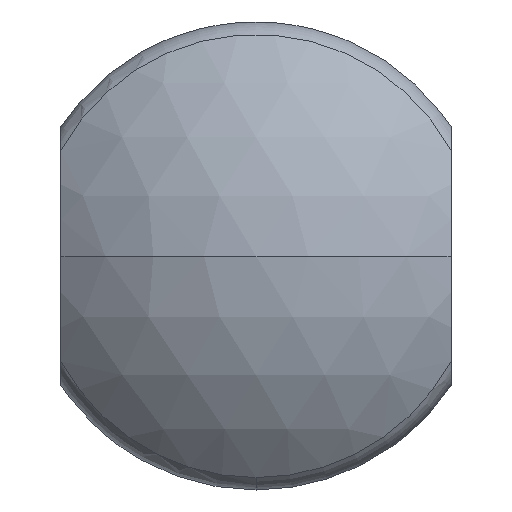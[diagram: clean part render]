
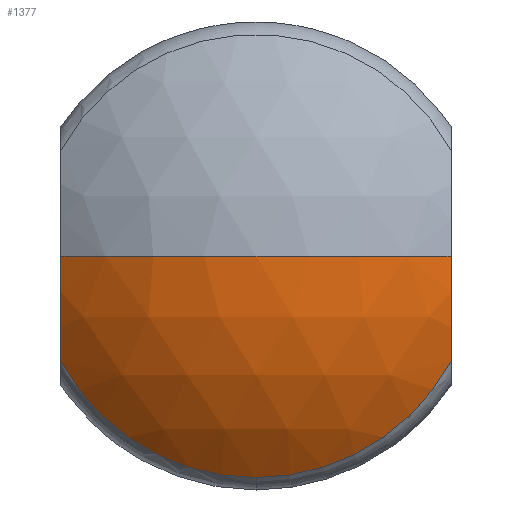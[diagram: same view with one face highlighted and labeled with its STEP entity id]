
A CAD part, front view. The second image highlights one B-rep face of the part: STEP entity #1377.
In plain terms, the highlighted spherical face has radius 25 mm.
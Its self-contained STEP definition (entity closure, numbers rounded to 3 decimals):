
#37 = CARTESIAN_POINT ( 'NONE',  ( 15., -103.288, -8.096 ) ) ;
#337 = DIRECTION ( 'NONE',  ( 1., 0., 0. ) ) ;
#361 = EDGE_CURVE ( 'NONE', #1389, #2753, #3728, .T. ) ;
#371 = CARTESIAN_POINT ( 'NONE',  ( 0., -110., 0. ) ) ;
#428 = DIRECTION ( 'NONE',  ( -1., 0., 0. ) ) ;
#536 = AXIS2_PLACEMENT_3D ( 'NONE', #1312, #428, #3484 ) ;
#675 = AXIS2_PLACEMENT_3D ( 'NONE', #960, #683, #337 ) ;
#683 = DIRECTION ( 'NONE',  ( 0., 0., 1. ) ) ;
#749 = EDGE_LOOP ( 'NONE', ( #1286, #985, #1923, #3950, #3202, #2521 ) ) ;
#756 = CARTESIAN_POINT ( 'NONE',  ( -15., -103.288, -8.096 ) ) ;
#780 = CARTESIAN_POINT ( 'NONE',  ( 0., -85., 0. ) ) ;
#787 = DIRECTION ( 'NONE',  ( 0., -1., 0. ) ) ;
#915 = VERTEX_POINT ( 'NONE', #756 ) ;
#960 = CARTESIAN_POINT ( 'NONE',  ( 0., -85., 0. ) ) ;
#985 = ORIENTED_EDGE ( 'NONE', *, *, #361, .T. ) ;
#992 = AXIS2_PLACEMENT_3D ( 'NONE', #780, #2881, #1340 ) ;
#1048 = DIRECTION ( 'NONE',  ( 0., 0., -1. ) ) ;
#1114 = EDGE_CURVE ( 'Defeature ausgef�hrt2_1+Defeature ausgef�hrt2_4+Defeature ausgef�hrt2_6+Defeature ausgef�hrt2_5', #915, #2441, #3431, .T. ) ;
#1190 = EDGE_CURVE ( 'Defeature ausgef�hrt2_5+Defeature ausgef�hrt2_1+Defeature ausgef�hrt2_0+Defeature ausgef�hrt2_4', #1389, #3677, #3482, .T. ) ;
#1286 = ORIENTED_EDGE ( 'NONE', *, *, #1190, .F. ) ;
#1312 = CARTESIAN_POINT ( 'NONE',  ( -15., -85., 0. ) ) ;
#1340 = DIRECTION ( 'NONE',  ( -1., 0., 0. ) ) ;
#1357 = AXIS2_PLACEMENT_3D ( 'NONE', #2733, #2149, #2724 ) ;
#1367 = CARTESIAN_POINT ( 'NONE',  ( 0., -103.288, 0. ) ) ;
#1377 = ADVANCED_FACE ( 'Defeature ausgef�hrt2_1', ( #3819 ), #3633, .T. ) ;
#1381 = CARTESIAN_POINT ( 'NONE',  ( 15., -85., 0. ) ) ;
#1386 = CIRCLE ( 'NONE', #536, 20. ) ;
#1389 = VERTEX_POINT ( 'NONE', #1851 ) ;
#1617 = CARTESIAN_POINT ( 'NONE',  ( 0., -103.288, 0. ) ) ;
#1696 = AXIS2_PLACEMENT_3D ( 'NONE', #1381, #2923, #2002 ) ;
#1851 = CARTESIAN_POINT ( 'NONE',  ( 15., -105., 0. ) ) ;
#1911 = VERTEX_POINT ( 'NONE', #3719 ) ;
#1923 = ORIENTED_EDGE ( 'NONE', *, *, #1933, .F. ) ;
#1933 = EDGE_CURVE ( 'NONE', #1911, #2753, #3425, .T. ) ;
#2002 = DIRECTION ( 'NONE',  ( 0., 0., 1. ) ) ;
#2015 = DIRECTION ( 'NONE',  ( 0., 0., -1. ) ) ;
#2040 = AXIS2_PLACEMENT_3D ( 'NONE', #1367, #787, #2015 ) ;
#2149 = DIRECTION ( 'NONE',  ( 0., 0., -1. ) ) ;
#2237 = DIRECTION ( 'NONE',  ( 0., -1., 0. ) ) ;
#2441 = VERTEX_POINT ( 'NONE', #2746 ) ;
#2521 = ORIENTED_EDGE ( 'NONE', *, *, #3753, .T. ) ;
#2724 = DIRECTION ( 'NONE',  ( -1., 0., 0. ) ) ;
#2733 = CARTESIAN_POINT ( 'NONE',  ( 0., -85., 0. ) ) ;
#2746 = CARTESIAN_POINT ( 'NONE',  ( 0., -103.288, -17.045 ) ) ;
#2753 = VERTEX_POINT ( 'NONE', #371 ) ;
#2881 = DIRECTION ( 'NONE',  ( 0., 0., -1. ) ) ;
#2923 = DIRECTION ( 'NONE',  ( 1., 0., 0. ) ) ;
#3088 = AXIS2_PLACEMENT_3D ( 'NONE', #1617, #2237, #1048 ) ;
#3166 = CIRCLE ( 'NONE', #3088, 17.045 ) ;
#3202 = ORIENTED_EDGE ( 'NONE', *, *, #1114, .T. ) ;
#3425 = CIRCLE ( 'NONE', #675, 25. ) ;
#3431 = CIRCLE ( 'NONE', #2040, 17.045 ) ;
#3482 = CIRCLE ( 'NONE', #1696, 20. ) ;
#3484 = DIRECTION ( 'NONE',  ( 0., 0., -1. ) ) ;
#3633 = SPHERICAL_SURFACE ( 'NONE', #1357, 25. ) ;
#3677 = VERTEX_POINT ( 'NONE', #37 ) ;
#3719 = CARTESIAN_POINT ( 'NONE',  ( -15., -105., 0. ) ) ;
#3728 = CIRCLE ( 'NONE', #992, 25. ) ;
#3753 = EDGE_CURVE ( 'Defeature ausgef�hrt2_1+Defeature ausgef�hrt2_4+Defeature ausgef�hrt2_6+Defeature ausgef�hrt2_5', #2441, #3677, #3166, .T. ) ;
#3800 = EDGE_CURVE ( 'Defeature ausgef�hrt2_6+Defeature ausgef�hrt2_1+Defeature ausgef�hrt2_4+Defeature ausgef�hrt2_0', #915, #1911, #1386, .T. ) ;
#3819 = FACE_OUTER_BOUND ( 'NONE', #749, .T. ) ;
#3950 = ORIENTED_EDGE ( 'NONE', *, *, #3800, .F. ) ;
